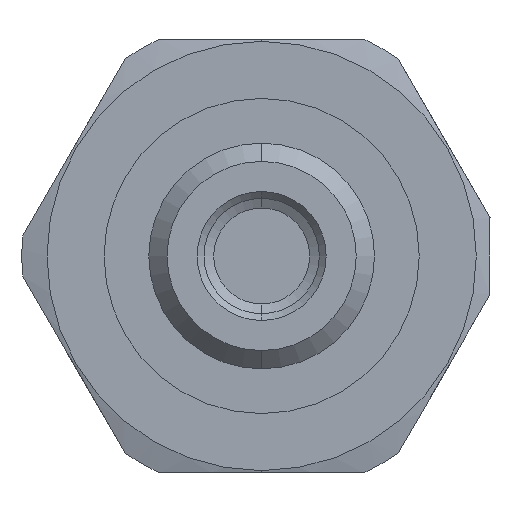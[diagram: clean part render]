
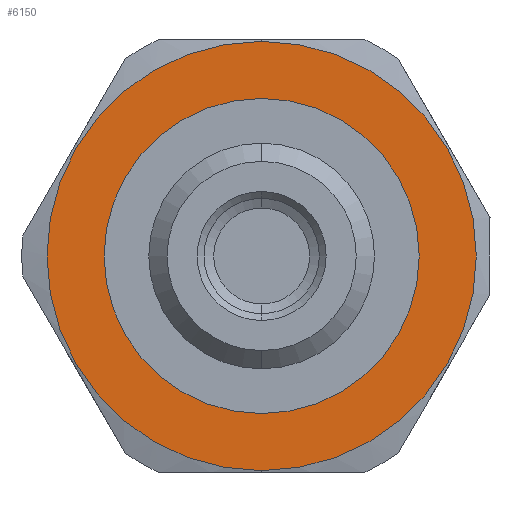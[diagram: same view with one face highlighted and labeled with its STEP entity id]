
A CAD part, front view. The second image highlights one B-rep face of the part: STEP entity #6150.
In plain terms, the highlighted planar face has unit normal (0, -1, 0).
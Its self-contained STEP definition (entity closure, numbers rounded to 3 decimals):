
#403 = AXIS2_PLACEMENT_3D ( 'NONE', #4511, #12936, #5724 ) ;
#656 = VERTEX_POINT ( 'NONE', #2094 ) ;
#1081 = DIRECTION ( 'NONE',  ( 0., 0., -1. ) ) ;
#1186 = CARTESIAN_POINT ( 'NONE',  ( 0., 11.1, 9.4 ) ) ;
#1546 = VERTEX_POINT ( 'NONE', #9614 ) ;
#1852 = DIRECTION ( 'NONE',  ( 0., -1., 0. ) ) ;
#2094 = CARTESIAN_POINT ( 'NONE',  ( 0., 11.1, 6.9 ) ) ;
#2911 = DIRECTION ( 'NONE',  ( 0., -1., 0. ) ) ;
#3528 = VERTEX_POINT ( 'NONE', #6436 ) ;
#4511 = CARTESIAN_POINT ( 'NONE',  ( 0., 11.1, 0. ) ) ;
#5724 = DIRECTION ( 'NONE',  ( 0., 0., -1. ) ) ;
#5981 = EDGE_LOOP ( 'NONE', ( #7710, #11771 ) ) ;
#6150 = ADVANCED_FACE ( 'NONE', ( #9846, #7034 ), #14893, .T. ) ;
#6286 = EDGE_CURVE ( 'NONE', #10011, #3528, #14375, .T. ) ;
#6436 = CARTESIAN_POINT ( 'NONE',  ( 0., 11.1, -9.4 ) ) ;
#6448 = ORIENTED_EDGE ( 'NONE', *, *, #6496, .F. ) ;
#6496 = EDGE_CURVE ( 'NONE', #656, #1546, #14920, .T. ) ;
#6581 = DIRECTION ( 'NONE',  ( 0., -1., 0. ) ) ;
#7034 = FACE_BOUND ( 'NONE', #7452, .T. ) ;
#7329 = CIRCLE ( 'NONE', #403, 9.4 ) ;
#7452 = EDGE_LOOP ( 'NONE', ( #9782, #6448 ) ) ;
#7710 = ORIENTED_EDGE ( 'NONE', *, *, #6286, .T. ) ;
#8210 = DIRECTION ( 'NONE',  ( 0., -1., 0. ) ) ;
#9003 = CARTESIAN_POINT ( 'NONE',  ( 0., 11.1, 0. ) ) ;
#9377 = AXIS2_PLACEMENT_3D ( 'NONE', #15419, #8210, #1081 ) ;
#9614 = CARTESIAN_POINT ( 'NONE',  ( 0., 11.1, -6.9 ) ) ;
#9782 = ORIENTED_EDGE ( 'NONE', *, *, #15162, .F. ) ;
#9846 = FACE_OUTER_BOUND ( 'NONE', #5981, .T. ) ;
#10011 = VERTEX_POINT ( 'NONE', #1186 ) ;
#10070 = CARTESIAN_POINT ( 'NONE',  ( 0., 11.1, 0. ) ) ;
#10215 = DIRECTION ( 'NONE',  ( 0., 0., -1. ) ) ;
#11294 = DIRECTION ( 'NONE',  ( 0., 0., -1. ) ) ;
#11389 = CARTESIAN_POINT ( 'NONE',  ( 6.9, 11.1, 0. ) ) ;
#11771 = ORIENTED_EDGE ( 'NONE', *, *, #12760, .T. ) ;
#12321 = AXIS2_PLACEMENT_3D ( 'NONE', #10070, #2911, #11294 ) ;
#12600 = AXIS2_PLACEMENT_3D ( 'NONE', #9003, #1852, #10215 ) ;
#12760 = EDGE_CURVE ( 'NONE', #3528, #10011, #7329, .T. ) ;
#12936 = DIRECTION ( 'NONE',  ( 0., -1., 0. ) ) ;
#14172 = CIRCLE ( 'NONE', #12600, 6.9 ) ;
#14375 = CIRCLE ( 'NONE', #9377, 9.4 ) ;
#14523 = AXIS2_PLACEMENT_3D ( 'NONE', #11389, #6581, #14996 ) ;
#14893 = PLANE ( 'NONE',  #14523 ) ;
#14920 = CIRCLE ( 'NONE', #12321, 6.9 ) ;
#14996 = DIRECTION ( 'NONE',  ( 0., 0., -1. ) ) ;
#15162 = EDGE_CURVE ( 'NONE', #1546, #656, #14172, .T. ) ;
#15419 = CARTESIAN_POINT ( 'NONE',  ( 0., 11.1, 0. ) ) ;
